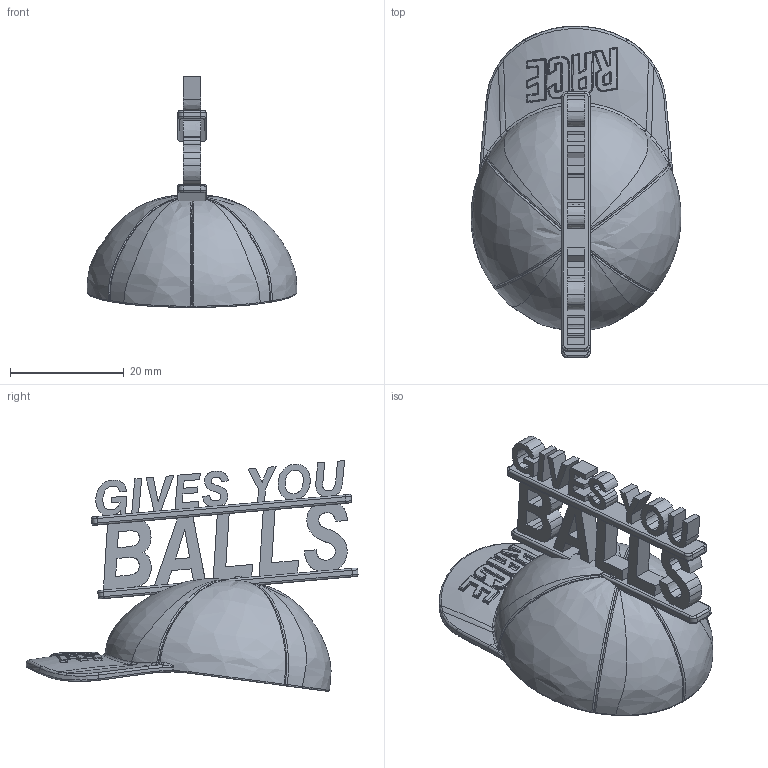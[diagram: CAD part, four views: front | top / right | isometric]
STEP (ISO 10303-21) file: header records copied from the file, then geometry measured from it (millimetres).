
FILE_DESCRIPTION((''),'2;1');
FILE_NAME('KAPPE_11','2020-01-13T',('tmatzinger'),(''),'PRO/ENGINEER BY PARAMETRIC TECHNOLOGY CORPORATION, 2016240','PRO/ENGINEER BY PARAMETRIC TECHNOLOGY CORPORATION, 2016240','');
FILE_SCHEMA(('AUTOMOTIVE_DESIGN { 1 0 10303 214 1 1 1 1 }'));
Products named in the file (1): KAPPE_11
Bounding box: 36.93 x 58.41 x 40.62 mm (x, y, z)
Volume: 7556.7 mm3; surface area: 9776.7 mm2
Topology: 1 solids, 2 shells, 787 faces, 1952 edges, 1178 vertices
Faces by surface type: bspline 371, plane 165, extrusion 112, cylinder 85, sphere 27, torus 25, cone 2
Entity records: 53355 total; most frequent: CARTESIAN_POINT 31921, ORIENTED_EDGE 3896, PRESENTATION_STYLE_ASSIGNMENT 1949, STYLED_ITEM 1949, CURVE_STYLE 1948, EDGE_CURVE 1948, DIRECTION 1929, B_SPLINE_CURVE_WITH_KNOTS 1183
